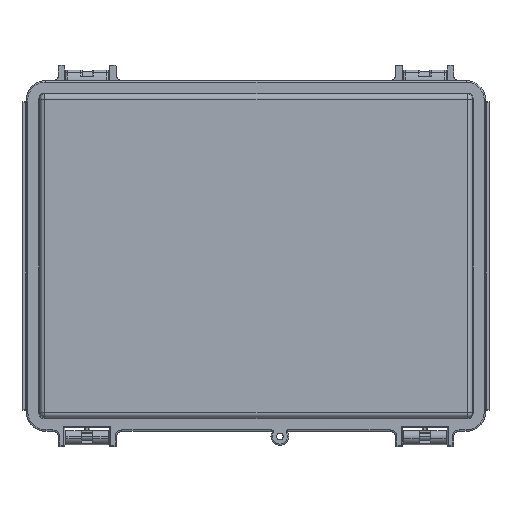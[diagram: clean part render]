
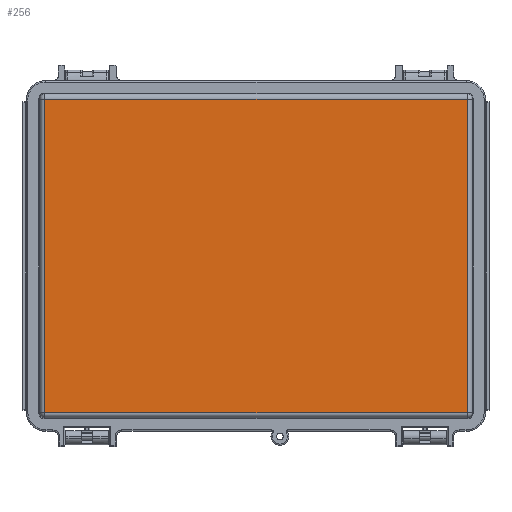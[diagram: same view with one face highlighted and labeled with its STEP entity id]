
A CAD part, top view. The second image highlights one B-rep face of the part: STEP entity #256.
In plain terms, the highlighted planar face has unit normal (0, 0, 1).
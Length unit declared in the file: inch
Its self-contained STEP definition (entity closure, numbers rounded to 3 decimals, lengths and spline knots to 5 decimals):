
#256 = ADVANCED_FACE ( 'NONE', ( #19161 ), #15103, .T. ) ;
#303 = EDGE_CURVE ( 'NONE', #2720, #2723, #15275, .T. ) ;
#304 = EDGE_CURVE ( 'NONE', #2721, #2720, #15278, .T. ) ;
#305 = EDGE_CURVE ( 'NONE', #2723, #2722, #15281, .T. ) ;
#306 = EDGE_CURVE ( 'NONE', #2722, #2721, #15284, .T. ) ;
#2720 = VERTEX_POINT ( 'NONE', #20260 ) ;
#2721 = VERTEX_POINT ( 'NONE', #20261 ) ;
#2722 = VERTEX_POINT ( 'NONE', #20262 ) ;
#2723 = VERTEX_POINT ( 'NONE', #20263 ) ;
#15103 = PLANE ( 'NONE',  #19164 ) ;
#15104 = CARTESIAN_POINT ( 'NONE',  ( 0., 0., 0.984 ) ) ;
#15105 = DIRECTION ( 'NONE',  ( 0., 0., 1. ) ) ;
#15106 = DIRECTION ( 'NONE',  ( 1., 0., 0. ) ) ;
#15275 = LINE ( 'NONE', #15276, #19216 ) ;
#15276 = CARTESIAN_POINT ( 'NONE',  ( -3.92229, 2.84199, 0.984 ) ) ;
#15277 = DIRECTION ( 'NONE',  ( -1., 0., 0. ) ) ;
#15278 = LINE ( 'NONE', #15279, #19217 ) ;
#15279 = CARTESIAN_POINT ( 'NONE',  ( 3.82599, 2.93829, 0.984 ) ) ;
#15280 = DIRECTION ( 'NONE',  ( 0., 1., 0. ) ) ;
#15281 = LINE ( 'NONE', #15282, #19218 ) ;
#15282 = CARTESIAN_POINT ( 'NONE',  ( -3.82599, -2.93829, 0.984 ) ) ;
#15283 = DIRECTION ( 'NONE',  ( 0., -1., 0. ) ) ;
#15284 = LINE ( 'NONE', #15285, #19220 ) ;
#15285 = CARTESIAN_POINT ( 'NONE',  ( 3.92229, -2.84199, 0.984 ) ) ;
#15286 = DIRECTION ( 'NONE',  ( 1., 0., 0. ) ) ;
#16624 = EDGE_LOOP ( 'NONE', ( #21269, #21271, #21270, #21272 ) ) ;
#19161 = FACE_OUTER_BOUND ( 'NONE', #16624, .T. ) ;
#19164 = AXIS2_PLACEMENT_3D ( 'NONE', #15104, #15105, #15106 ) ;
#19216 = VECTOR ( 'NONE', #15277, 39.37008 ) ;
#19217 = VECTOR ( 'NONE', #15280, 39.37008 ) ;
#19218 = VECTOR ( 'NONE', #15283, 39.37008 ) ;
#19220 = VECTOR ( 'NONE', #15286, 39.37008 ) ;
#20260 = CARTESIAN_POINT ( 'NONE',  ( 3.82599, 2.84199, 0.984 ) ) ;
#20261 = CARTESIAN_POINT ( 'NONE',  ( 3.82599, -2.84199, 0.984 ) ) ;
#20262 = CARTESIAN_POINT ( 'NONE',  ( -3.82599, -2.84199, 0.984 ) ) ;
#20263 = CARTESIAN_POINT ( 'NONE',  ( -3.82599, 2.84199, 0.984 ) ) ;
#21269 = ORIENTED_EDGE ( 'NONE', *, *, #304, .T. ) ;
#21270 = ORIENTED_EDGE ( 'NONE', *, *, #305, .T. ) ;
#21271 = ORIENTED_EDGE ( 'NONE', *, *, #303, .T. ) ;
#21272 = ORIENTED_EDGE ( 'NONE', *, *, #306, .T. ) ;
